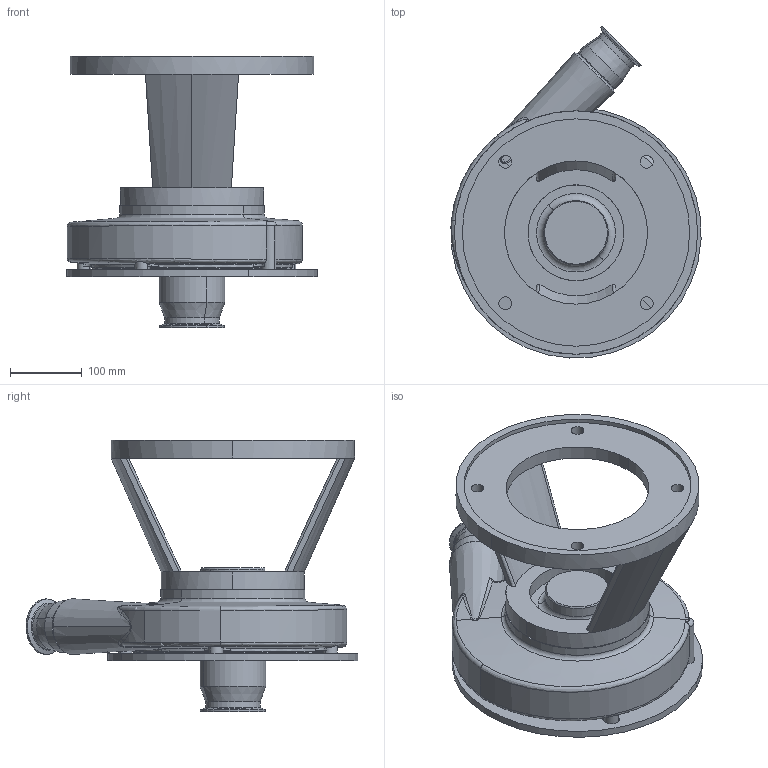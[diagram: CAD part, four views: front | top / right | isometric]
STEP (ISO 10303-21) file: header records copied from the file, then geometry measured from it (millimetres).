
FILE_DESCRIPTION (( 'STEP AP214' ), '1' );
FILE_NAME ('FPR 3551-3552 320-360TC 45L.STEP', '2023-01-13T17:00:20', ( '' ), ( '' ), 'SwSTEP 2.0', 'SolidWorks 2021', '' );
FILE_SCHEMA (( 'AUTOMOTIVE_DESIGN' ));
Length unit declared in the file: millimetre
Products named in the file (1): FPR 3551-3552 320-360TC 45L
Bounding box: 349.52 x 463.75 x 379.5 mm (x, y, z)
Volume: 8087879.1 mm3; surface area: 849767.5 mm2
Topology: 1 solids, 5 shells, 347 faces, 850 edges, 514 vertices
Faces by surface type: cylinder 132, cone 62, plane 61, torus 48, bspline 38, sphere 6
Entity records: 14585 total; most frequent: CARTESIAN_POINT 6634, DIRECTION 1675, ORIENTED_EDGE 1662, EDGE_CURVE 831, AXIS2_PLACEMENT_3D 722, VERTEX_POINT 514, CIRCLE 412, EDGE_LOOP 391
